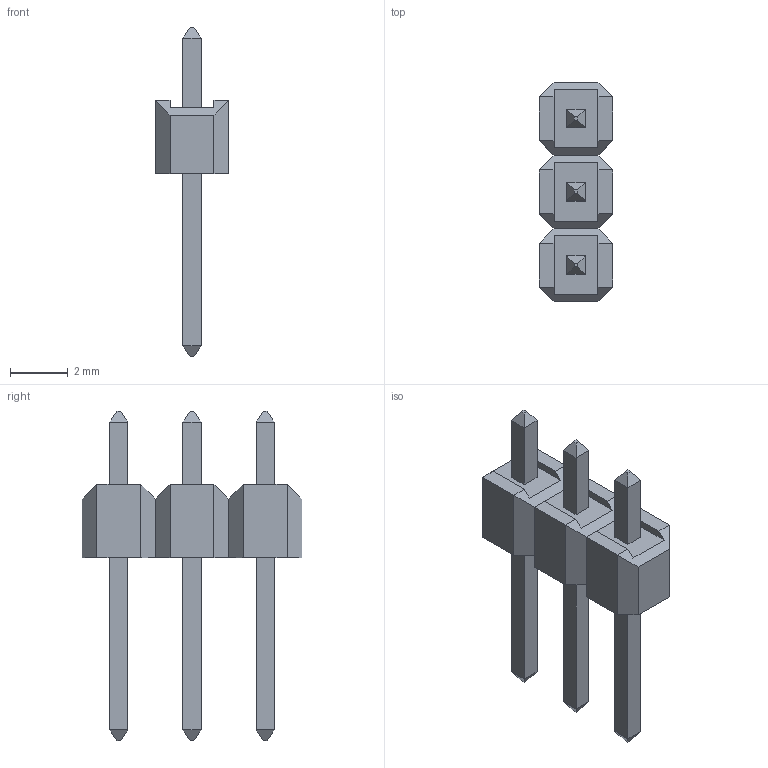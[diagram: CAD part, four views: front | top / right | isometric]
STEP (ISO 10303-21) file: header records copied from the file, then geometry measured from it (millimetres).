
FILE_DESCRIPTION(/* description */ (''),/* implementation_level */ '2;1');
FILE_NAME(/* name */ 'Pin Header 3 x1 TH 2.54mm Pitch.stp',/* time_stamp */ '2016-11-27T15:37:40-05:00',/* author */ (''),/* organization */ (''),/* preprocessor_version */ 'ST-DEVELOPER v16',/* originating_system */ 'SIEMENS PLM Software NX 10.0',/* authorisation */ '');
FILE_SCHEMA (('AUTOMOTIVE_DESIGN { 1 0 10303 214 3 1 1 1 }'));
Length unit declared in the file: inch
Products named in the file (1): Pin Header 3 x1 TH 2.54mm Pitch
Bounding box: 2.54 x 7.62 x 11.43 mm (x, y, z)
Volume: 52.2 mm3; surface area: 202 mm2
Topology: 6 solids, 6 shells, 102 faces, 234 edges, 144 vertices
Faces by surface type: plane 102
Entity records: 3521 total; most frequent: CARTESIAN_POINT 481, ORIENTED_EDGE 468, DIRECTION 440, EDGE_CURVE 234, LINE 234, VECTOR 234, VERTEX_POINT 144, EDGE_LOOP 108
